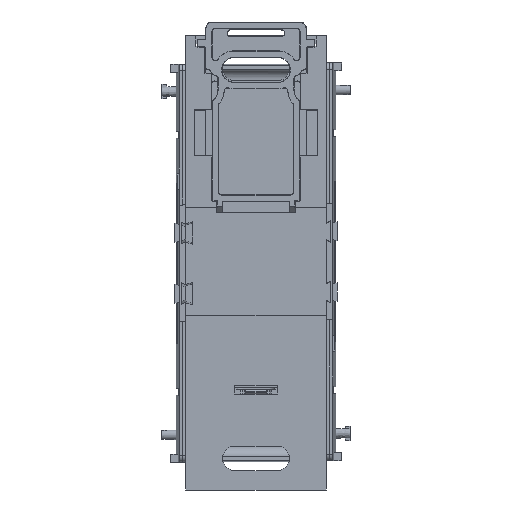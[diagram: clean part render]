
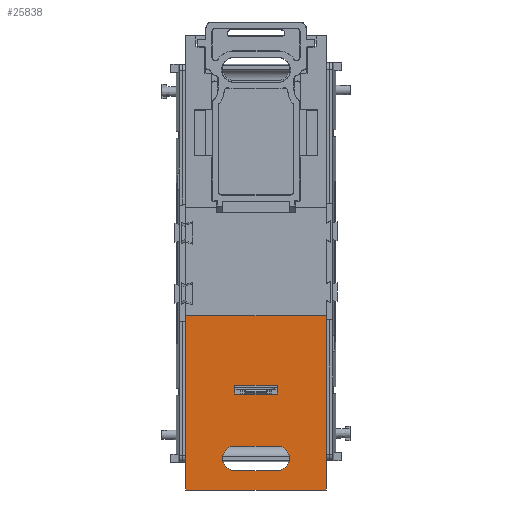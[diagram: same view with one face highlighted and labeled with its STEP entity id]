
A CAD part, front view. The second image highlights one B-rep face of the part: STEP entity #25838.
In plain terms, the highlighted planar face has unit normal (0, -1, 0).
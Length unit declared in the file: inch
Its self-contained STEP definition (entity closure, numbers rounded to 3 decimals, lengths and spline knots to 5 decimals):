
#33 = CARTESIAN_POINT ( 'NONE',  ( 0.86614, -0.60039, 0. ) ) ;
#319 = LINE ( 'NONE', #12606, #4183 ) ;
#451 = ORIENTED_EDGE ( 'NONE', *, *, #11340, .F. ) ;
#534 = CARTESIAN_POINT ( 'NONE',  ( 0.86614, -0.60039, -0.64961 ) ) ;
#717 = CARTESIAN_POINT ( 'NONE',  ( 0.86614, -0.60039, -2.79921 ) ) ;
#1354 = CARTESIAN_POINT ( 'NONE',  ( 0.86614, -0.60039, -2.25984 ) ) ;
#1370 = CARTESIAN_POINT ( 'NONE',  ( -0.86614, -0.60039, -0.64961 ) ) ;
#1865 = VERTEX_POINT ( 'NONE', #4781 ) ;
#2051 = EDGE_LOOP ( 'NONE', ( #12206, #20349, #19331, #19862 ) ) ;
#2159 = FACE_BOUND ( 'NONE', #15902, .T. ) ;
#2233 = AXIS2_PLACEMENT_3D ( 'NONE', #534, #16755, #17038 ) ;
#2845 = EDGE_CURVE ( 'NONE', #23151, #6839, #18459, .T. ) ;
#2848 = EDGE_LOOP ( 'NONE', ( #23320, #14718, #18737, #4012 ) ) ;
#3325 = LINE ( 'NONE', #26228, #3567 ) ;
#3567 = VECTOR ( 'NONE', #9991, 39.37008 ) ;
#3875 = AXIS2_PLACEMENT_3D ( 'NONE', #19378, #10930, #17210 ) ;
#4012 = ORIENTED_EDGE ( 'NONE', *, *, #20933, .F. ) ;
#4183 = VECTOR ( 'NONE', #6329, 39.37008 ) ;
#4268 = CARTESIAN_POINT ( 'NONE',  ( -0.86614, -0.60039, -2.79921 ) ) ;
#4781 = CARTESIAN_POINT ( 'NONE',  ( -0.26378, -0.60039, -2.55906 ) ) ;
#5129 = DIRECTION ( 'NONE',  ( 0., -1., 0. ) ) ;
#5360 = VERTEX_POINT ( 'NONE', #4268 ) ;
#5537 = LINE ( 'NONE', #13856, #17488 ) ;
#5928 = CARTESIAN_POINT ( 'NONE',  ( -0.26378, -0.60039, -1.50649 ) ) ;
#5995 = CARTESIAN_POINT ( 'NONE',  ( -0.86614, -0.60039, -0.64961 ) ) ;
#6329 = DIRECTION ( 'NONE',  ( 1., 0., 0. ) ) ;
#6702 = LINE ( 'NONE', #21667, #10607 ) ;
#6813 = VERTEX_POINT ( 'NONE', #11168 ) ;
#6839 = VERTEX_POINT ( 'NONE', #25366 ) ;
#6993 = CARTESIAN_POINT ( 'NONE',  ( -0.26378, -0.60039, -1.61673 ) ) ;
#7362 = EDGE_CURVE ( 'NONE', #11015, #24163, #10467, .T. ) ;
#7766 = LINE ( 'NONE', #1354, #23873 ) ;
#8041 = DIRECTION ( 'NONE',  ( 0., 0., 1. ) ) ;
#9310 = VERTEX_POINT ( 'NONE', #1370 ) ;
#9735 = DIRECTION ( 'NONE',  ( 0., 0., 1. ) ) ;
#9936 = DIRECTION ( 'NONE',  ( -1., 0., 0. ) ) ;
#9991 = DIRECTION ( 'NONE',  ( 0., 0., -1. ) ) ;
#10171 = CARTESIAN_POINT ( 'NONE',  ( 0.26378, -0.60039, -2.25984 ) ) ;
#10270 = EDGE_CURVE ( 'NONE', #22464, #17703, #13394, .T. ) ;
#10467 = CIRCLE ( 'NONE', #12644, 0.14961 ) ;
#10607 = VECTOR ( 'NONE', #17198, 39.37008 ) ;
#10800 = VECTOR ( 'NONE', #20355, 39.37008 ) ;
#10930 = DIRECTION ( 'NONE',  ( 0., -1., 0. ) ) ;
#11015 = VERTEX_POINT ( 'NONE', #19058 ) ;
#11130 = EDGE_CURVE ( 'NONE', #6839, #9310, #5537, .T. ) ;
#11168 = CARTESIAN_POINT ( 'NONE',  ( -0.26378, -0.60039, -2.25984 ) ) ;
#11340 = EDGE_CURVE ( 'NONE', #24462, #22464, #17921, .T. ) ;
#11374 = DIRECTION ( 'NONE',  ( 0., 0., 1. ) ) ;
#11643 = VERTEX_POINT ( 'NONE', #6993 ) ;
#12206 = ORIENTED_EDGE ( 'NONE', *, *, #20803, .F. ) ;
#12606 = CARTESIAN_POINT ( 'NONE',  ( 0.86614, -0.60039, -1.61673 ) ) ;
#12644 = AXIS2_PLACEMENT_3D ( 'NONE', #15489, #5129, #9735 ) ;
#13042 = EDGE_CURVE ( 'NONE', #1865, #11015, #6702, .T. ) ;
#13394 = LINE ( 'NONE', #17483, #21811 ) ;
#13765 = CARTESIAN_POINT ( 'NONE',  ( 0.26378, -0.60039, -1.50649 ) ) ;
#13856 = CARTESIAN_POINT ( 'NONE',  ( 0.86614, -0.60039, -0.64961 ) ) ;
#14637 = DIRECTION ( 'NONE',  ( -1., 0., 0. ) ) ;
#14718 = ORIENTED_EDGE ( 'NONE', *, *, #2845, .T. ) ;
#15489 = CARTESIAN_POINT ( 'NONE',  ( 0.26378, -0.60039, -2.40945 ) ) ;
#15635 = CIRCLE ( 'NONE', #3875, 0.14961 ) ;
#15653 = ORIENTED_EDGE ( 'NONE', *, *, #16693, .F. ) ;
#15876 = CARTESIAN_POINT ( 'NONE',  ( 0.26378, -0.60039, -0.64961 ) ) ;
#15902 = EDGE_LOOP ( 'NONE', ( #19200, #18867, #451, #15653 ) ) ;
#16693 = EDGE_CURVE ( 'NONE', #11643, #24462, #319, .T. ) ;
#16755 = DIRECTION ( 'NONE',  ( 0., 1., 0. ) ) ;
#17038 = DIRECTION ( 'NONE',  ( 0., 0., 1. ) ) ;
#17198 = DIRECTION ( 'NONE',  ( 1., 0., 0. ) ) ;
#17210 = DIRECTION ( 'NONE',  ( 0., 0., 1. ) ) ;
#17483 = CARTESIAN_POINT ( 'NONE',  ( 0.86614, -0.60039, -1.50649 ) ) ;
#17488 = VECTOR ( 'NONE', #24478, 39.37008 ) ;
#17703 = VERTEX_POINT ( 'NONE', #5928 ) ;
#17921 = LINE ( 'NONE', #15876, #18806 ) ;
#18459 = LINE ( 'NONE', #33, #10800 ) ;
#18737 = ORIENTED_EDGE ( 'NONE', *, *, #11130, .T. ) ;
#18806 = VECTOR ( 'NONE', #11374, 39.37008 ) ;
#18867 = ORIENTED_EDGE ( 'NONE', *, *, #10270, .F. ) ;
#19058 = CARTESIAN_POINT ( 'NONE',  ( 0.26378, -0.60039, -2.55906 ) ) ;
#19200 = ORIENTED_EDGE ( 'NONE', *, *, #25387, .F. ) ;
#19216 = PLANE ( 'NONE',  #2233 ) ;
#19331 = ORIENTED_EDGE ( 'NONE', *, *, #7362, .F. ) ;
#19378 = CARTESIAN_POINT ( 'NONE',  ( -0.26378, -0.60039, -2.40945 ) ) ;
#19862 = ORIENTED_EDGE ( 'NONE', *, *, #13042, .F. ) ;
#19919 = EDGE_CURVE ( 'NONE', #24163, #6813, #7766, .T. ) ;
#20349 = ORIENTED_EDGE ( 'NONE', *, *, #19919, .F. ) ;
#20355 = DIRECTION ( 'NONE',  ( 0., 0., 1. ) ) ;
#20631 = LINE ( 'NONE', #25133, #25738 ) ;
#20803 = EDGE_CURVE ( 'NONE', #6813, #1865, #15635, .T. ) ;
#20835 = FACE_OUTER_BOUND ( 'NONE', #2848, .T. ) ;
#20933 = EDGE_CURVE ( 'NONE', #5360, #9310, #26847, .T. ) ;
#21241 = FACE_BOUND ( 'NONE', #2051, .T. ) ;
#21667 = CARTESIAN_POINT ( 'NONE',  ( 0.86614, -0.60039, -2.55906 ) ) ;
#21811 = VECTOR ( 'NONE', #23613, 39.37008 ) ;
#22464 = VERTEX_POINT ( 'NONE', #13765 ) ;
#22937 = EDGE_CURVE ( 'NONE', #23151, #5360, #20631, .T. ) ;
#23040 = VECTOR ( 'NONE', #8041, 39.37008 ) ;
#23151 = VERTEX_POINT ( 'NONE', #717 ) ;
#23320 = ORIENTED_EDGE ( 'NONE', *, *, #22937, .F. ) ;
#23613 = DIRECTION ( 'NONE',  ( -1., 0., 0. ) ) ;
#23873 = VECTOR ( 'NONE', #9936, 39.37008 ) ;
#24163 = VERTEX_POINT ( 'NONE', #10171 ) ;
#24175 = CARTESIAN_POINT ( 'NONE',  ( 0.26378, -0.60039, -1.61673 ) ) ;
#24462 = VERTEX_POINT ( 'NONE', #24175 ) ;
#24478 = DIRECTION ( 'NONE',  ( -1., 0., 0. ) ) ;
#25133 = CARTESIAN_POINT ( 'NONE',  ( 0.86614, -0.60039, -2.79921 ) ) ;
#25366 = CARTESIAN_POINT ( 'NONE',  ( 0.86614, -0.60039, -0.64961 ) ) ;
#25387 = EDGE_CURVE ( 'NONE', #17703, #11643, #3325, .T. ) ;
#25738 = VECTOR ( 'NONE', #14637, 39.37008 ) ;
#25838 = ADVANCED_FACE ( 'NONE', ( #20835, #2159, #21241 ), #19216, .F. ) ;
#26228 = CARTESIAN_POINT ( 'NONE',  ( -0.26378, -0.60039, -0.64961 ) ) ;
#26847 = LINE ( 'NONE', #5995, #23040 ) ;
